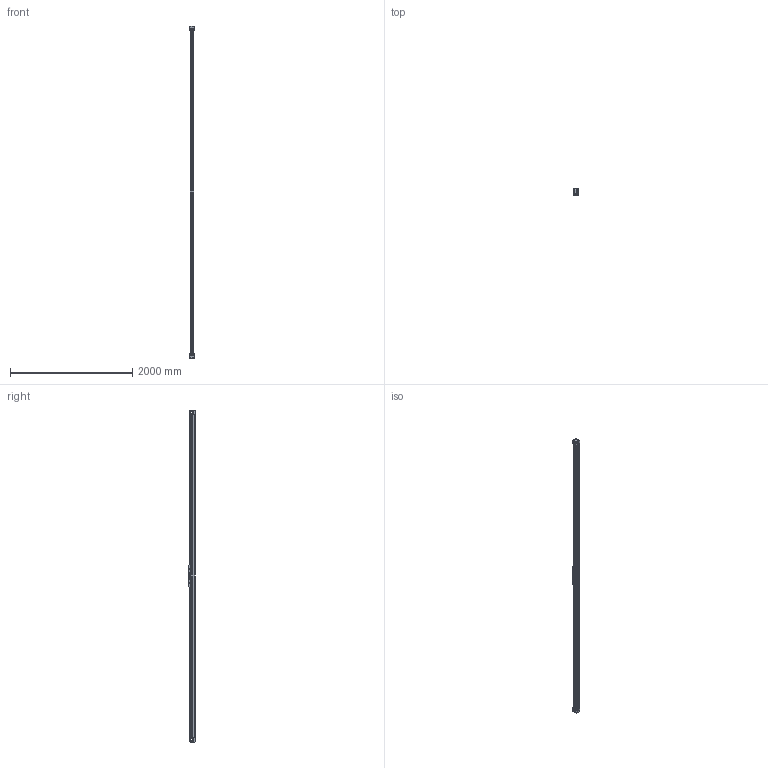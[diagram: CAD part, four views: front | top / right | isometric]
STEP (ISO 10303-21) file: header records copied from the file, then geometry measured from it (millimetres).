
FILE_DESCRIPTION (( 'STEP AP214' ), '1' );
FILE_NAME ('BLM60-4900-5436_Bondy.STEP', '2023-03-15T08:14:29', ( '' ), ( '' ), 'SwSTEP 2.0', 'SolidWorks 2023', '' );
FILE_SCHEMA (( 'AUTOMOTIVE_DESIGN' ));
Length unit declared in the file: millimetre
Products named in the file (1): BLM60-4900-5436_Bondy
Bounding box: 80 x 104 x 5436 mm (x, y, z)
Volume: 18537585.1 mm3; surface area: 3679067 mm2
Topology: 118 solids, 118 shells, 8941 faces, 25508 edges, 16796 vertices
Faces by surface type: plane 5231, cylinder 3342, torus 176, sphere 116, cone 52, bspline 24
Entity records: 393947 total; most frequent: CARTESIAN_POINT 55776, ORIENTED_EDGE 50312, DIRECTION 50034, EDGE_CURVE 25156, LINE 17782, VECTOR 17782, VERTEX_POINT 16684, AXIS2_PLACEMENT_3D 16126
